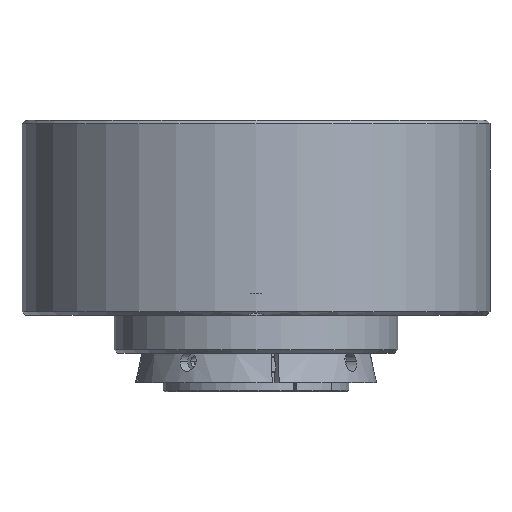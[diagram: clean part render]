
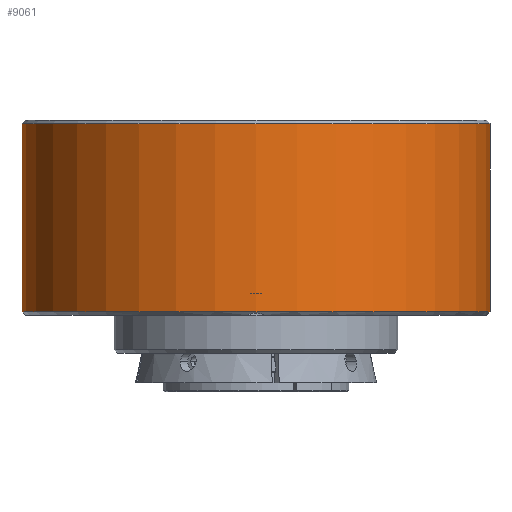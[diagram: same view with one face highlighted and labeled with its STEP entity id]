
A CAD part, front view. The second image highlights one B-rep face of the part: STEP entity #9061.
In plain terms, the highlighted cylindrical face has radius 132 mm (diameter 264 mm), a partial arc.
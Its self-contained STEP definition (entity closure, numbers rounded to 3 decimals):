
#84 = LINE ( 'NONE', #21140, #24036 ) ;
#1512 = CARTESIAN_POINT ( 'NONE',  ( -132., 0., -108. ) ) ;
#1722 = CARTESIAN_POINT ( 'NONE',  ( -132., 0., -2. ) ) ;
#2480 = EDGE_CURVE ( 'NONE', #11370, #7465, #17859, .T. ) ;
#2648 = CARTESIAN_POINT ( 'NONE',  ( 132., 0., -2. ) ) ;
#3435 = DIRECTION ( 'NONE',  ( 0., 0., 1. ) ) ;
#4243 = DIRECTION ( 'NONE',  ( 0., 0., 1. ) ) ;
#4313 = AXIS2_PLACEMENT_3D ( 'NONE', #10819, #3435, #11061 ) ;
#5643 = VECTOR ( 'NONE', #17122, 1000. ) ;
#6283 = AXIS2_PLACEMENT_3D ( 'NONE', #15618, #14006, #6599 ) ;
#6443 = CARTESIAN_POINT ( 'NONE',  ( 132., 0., -108. ) ) ;
#6599 = DIRECTION ( 'NONE',  ( 1., 0., 0. ) ) ;
#7465 = VERTEX_POINT ( 'NONE', #6443 ) ;
#9061 = ADVANCED_FACE ( 'NONE', ( #16566 ), #11310, .T. ) ;
#9510 = CARTESIAN_POINT ( 'NONE',  ( 0., 0., -2. ) ) ;
#10139 = VERTEX_POINT ( 'NONE', #1722 ) ;
#10476 = CIRCLE ( 'NONE', #24456, 132. ) ;
#10625 = EDGE_CURVE ( 'NONE', #11370, #10139, #84, .T. ) ;
#10819 = CARTESIAN_POINT ( 'NONE',  ( 0., 0., 0. ) ) ;
#11061 = DIRECTION ( 'NONE',  ( 1., 0., 0. ) ) ;
#11310 = CYLINDRICAL_SURFACE ( 'NONE', #4313, 132. ) ;
#11370 = VERTEX_POINT ( 'NONE', #1512 ) ;
#13031 = DIRECTION ( 'NONE',  ( 0., 0., -1. ) ) ;
#13710 = ORIENTED_EDGE ( 'NONE', *, *, #22840, .T. ) ;
#14006 = DIRECTION ( 'NONE',  ( 0., 0., 1. ) ) ;
#14383 = EDGE_LOOP ( 'NONE', ( #19019, #19940, #19759, #13710 ) ) ;
#15618 = CARTESIAN_POINT ( 'NONE',  ( 0., 0., -108. ) ) ;
#16252 = VERTEX_POINT ( 'NONE', #2648 ) ;
#16566 = FACE_OUTER_BOUND ( 'NONE', #14383, .T. ) ;
#17122 = DIRECTION ( 'NONE',  ( 0., 0., 1. ) ) ;
#17250 = LINE ( 'NONE', #20782, #5643 ) ;
#17859 = CIRCLE ( 'NONE', #6283, 132. ) ;
#19019 = ORIENTED_EDGE ( 'NONE', *, *, #10625, .F. ) ;
#19759 = ORIENTED_EDGE ( 'NONE', *, *, #22782, .T. ) ;
#19940 = ORIENTED_EDGE ( 'NONE', *, *, #2480, .T. ) ;
#20782 = CARTESIAN_POINT ( 'NONE',  ( 132., 0., 0. ) ) ;
#21140 = CARTESIAN_POINT ( 'NONE',  ( -132., 0., 0. ) ) ;
#22782 = EDGE_CURVE ( 'NONE', #7465, #16252, #17250, .T. ) ;
#22840 = EDGE_CURVE ( 'NONE', #16252, #10139, #10476, .T. ) ;
#22909 = DIRECTION ( 'NONE',  ( -1., 0., 0. ) ) ;
#24036 = VECTOR ( 'NONE', #4243, 1000. ) ;
#24456 = AXIS2_PLACEMENT_3D ( 'NONE', #9510, #13031, #22909 ) ;
